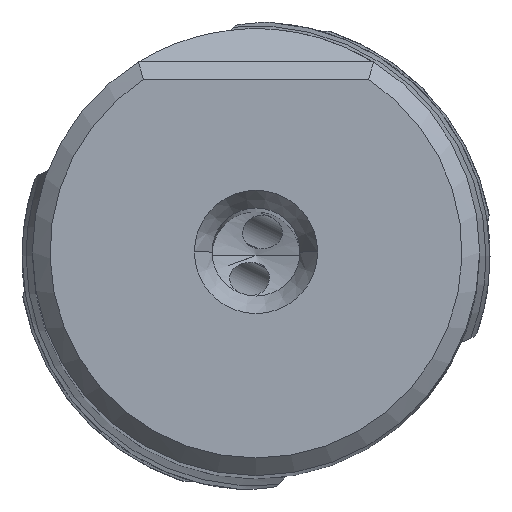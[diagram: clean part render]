
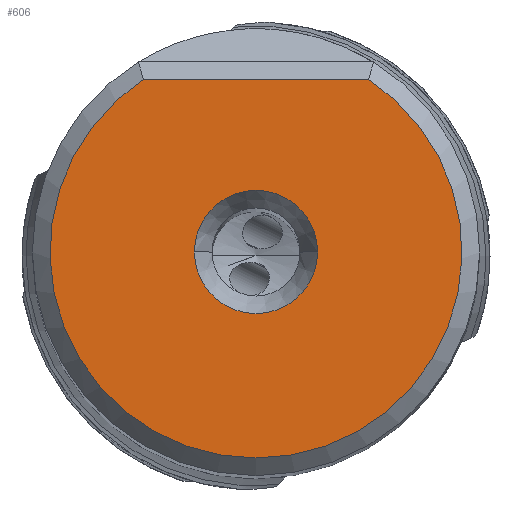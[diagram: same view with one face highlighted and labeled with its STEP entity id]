
A CAD part, top view. The second image highlights one B-rep face of the part: STEP entity #606.
In plain terms, the highlighted planar face has unit normal (0, 0, 1).
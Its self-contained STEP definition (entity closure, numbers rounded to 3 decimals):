
#57=FACE_BOUND('',#1256,.T.);
#58=FACE_BOUND('',#1257,.T.);
#158=PLANE('',#5606);
#309=CIRCLE('',#5600,3.5);
#310=CIRCLE('',#5602,3.5);
#311=CIRCLE('',#5604,11.7);
#312=CIRCLE('',#5605,11.7);
#606=ADVANCED_FACE('',(#57,#58),#158,.T.);
#1256=EDGE_LOOP('',(#2262,#2263));
#1257=EDGE_LOOP('',(#2264,#2265,#2266));
#1530=LINE('',#8644,#1734);
#1734=VECTOR('',#6403,1.);
#2262=ORIENTED_EDGE('',*,*,#4419,.T.);
#2263=ORIENTED_EDGE('',*,*,#4421,.T.);
#2264=ORIENTED_EDGE('',*,*,#4422,.T.);
#2265=ORIENTED_EDGE('',*,*,#4423,.F.);
#2266=ORIENTED_EDGE('',*,*,#4424,.T.);
#3776=VERTEX_POINT('',#8634);
#3777=VERTEX_POINT('',#8636);
#3778=VERTEX_POINT('',#8642);
#3779=VERTEX_POINT('',#8643);
#3780=VERTEX_POINT('',#8645);
#4419=EDGE_CURVE('',#3777,#3776,#309,.T.);
#4421=EDGE_CURVE('',#3776,#3777,#310,.T.);
#4422=EDGE_CURVE('',#3778,#3779,#311,.T.);
#4423=EDGE_CURVE('',#3780,#3779,#1530,.T.);
#4424=EDGE_CURVE('',#3780,#3778,#312,.T.);
#5600=AXIS2_PLACEMENT_3D('',#8635,#6392,#6393);
#5602=AXIS2_PLACEMENT_3D('',#8639,#6397,#6398);
#5604=AXIS2_PLACEMENT_3D('',#8641,#6401,#6402);
#5605=AXIS2_PLACEMENT_3D('',#8646,#6404,#6405);
#5606=AXIS2_PLACEMENT_3D('',#8647,#6406,#6407);
#6392=DIRECTION('',(0.,0.,-1.));
#6393=DIRECTION('',(-1.,0.,0.));
#6397=DIRECTION('',(0.,0.,-1.));
#6398=DIRECTION('',(1.,0.,0.));
#6401=DIRECTION('',(0.,0.,1.));
#6402=DIRECTION('',(0.,-1.,0.));
#6403=DIRECTION('',(1.,0.,0.));
#6404=DIRECTION('',(0.,0.,1.));
#6405=DIRECTION('',(-0.546,0.838,0.));
#6406=DIRECTION('',(0.,0.,1.));
#6407=DIRECTION('',(-1.,0.,0.));
#8634=CARTESIAN_POINT('',(3.5,0.,43.656));
#8635=CARTESIAN_POINT('',(0.,0.,43.656));
#8636=CARTESIAN_POINT('',(-3.5,0.,43.656));
#8639=CARTESIAN_POINT('',(0.,0.,43.656));
#8641=CARTESIAN_POINT('',(0.,0.,43.656));
#8642=CARTESIAN_POINT('',(0.,-11.7,43.656));
#8643=CARTESIAN_POINT('',(6.391,9.8,43.656));
#8644=CARTESIAN_POINT('',(-6.391,9.8,43.656));
#8645=CARTESIAN_POINT('',(-6.391,9.8,43.656));
#8646=CARTESIAN_POINT('',(0.,0.,43.656));
#8647=CARTESIAN_POINT('',(0.,-0.95,43.656));
